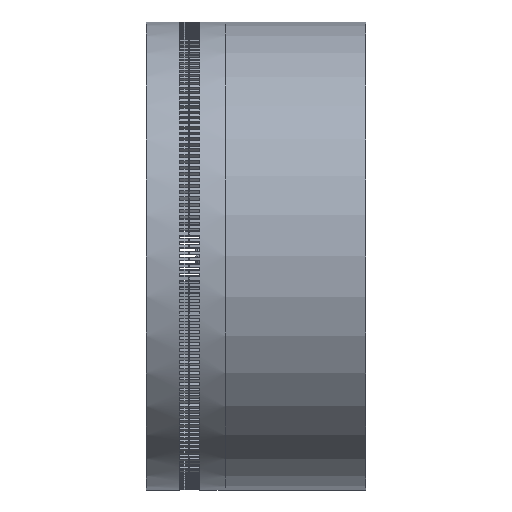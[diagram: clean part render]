
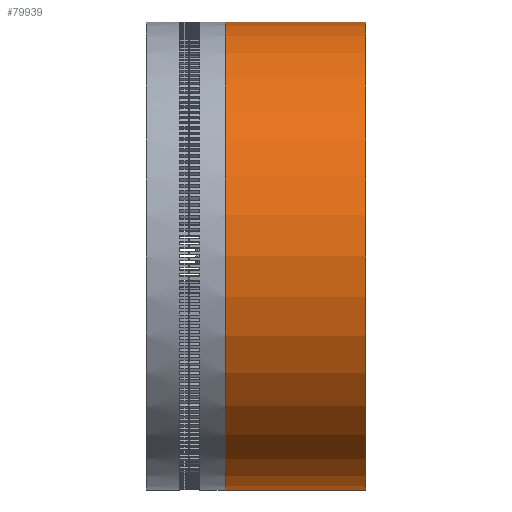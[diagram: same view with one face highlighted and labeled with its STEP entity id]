
A CAD part, front view. The second image highlights one B-rep face of the part: STEP entity #79939.
In plain terms, the highlighted cylindrical face has radius 73.025 mm (diameter 146.05 mm), a partial arc.
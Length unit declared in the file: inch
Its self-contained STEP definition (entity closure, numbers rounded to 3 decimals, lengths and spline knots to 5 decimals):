
#128 = CARTESIAN_POINT ( 'NONE',  ( 0., 0., 2.875 ) ) ;
#6242 = EDGE_CURVE ( 'NONE', #100885, #43990, #23047, .T. ) ;
#6392 = EDGE_CURVE ( 'NONE', #87293, #94219, #64040, .T. ) ;
#9983 = EDGE_CURVE ( 'NONE', #94219, #43990, #85571, .T. ) ;
#12662 = CARTESIAN_POINT ( 'NONE',  ( 0.19544, 0., -2.875 ) ) ;
#12685 = DIRECTION ( 'NONE',  ( 1., 0., 0. ) ) ;
#13995 = CARTESIAN_POINT ( 'NONE',  ( -1.73, 0., 2.875 ) ) ;
#14121 = DIRECTION ( 'NONE',  ( 1., 0., 0. ) ) ;
#14832 = DIRECTION ( 'NONE',  ( 0., 0., -1. ) ) ;
#14936 = DIRECTION ( 'NONE',  ( 1., 0., 0. ) ) ;
#14960 = CARTESIAN_POINT ( 'NONE',  ( -1.73, 0., 0. ) ) ;
#19297 = AXIS2_PLACEMENT_3D ( 'NONE', #14960, #14936, #14832 ) ;
#20281 = AXIS2_PLACEMENT_3D ( 'NONE', #21148, #21052, #20939 ) ;
#20939 = DIRECTION ( 'NONE',  ( 0., 0., -1. ) ) ;
#21052 = DIRECTION ( 'NONE',  ( 1., 0., 0. ) ) ;
#21148 = CARTESIAN_POINT ( 'NONE',  ( 0., 0., 0. ) ) ;
#22293 = VECTOR ( 'NONE', #14121, 39.37008 ) ;
#23047 = CIRCLE ( 'NONE', #20281, 2.875 ) ;
#25870 = EDGE_LOOP ( 'NONE', ( #97847, #63274, #60531, #75737 ) ) ;
#30575 = AXIS2_PLACEMENT_3D ( 'NONE', #61642, #52475, #76673 ) ;
#43990 = VERTEX_POINT ( 'NONE', #81742 ) ;
#52475 = DIRECTION ( 'NONE',  ( 1., 0., 0. ) ) ;
#57587 = CARTESIAN_POINT ( 'NONE',  ( -1.73, 0., -2.875 ) ) ;
#60531 = ORIENTED_EDGE ( 'NONE', *, *, #9983, .T. ) ;
#61642 = CARTESIAN_POINT ( 'NONE',  ( 0.19544, 0., 0. ) ) ;
#63274 = ORIENTED_EDGE ( 'NONE', *, *, #6392, .T. ) ;
#64040 = CIRCLE ( 'NONE', #19297, 2.875 ) ;
#65257 = FACE_OUTER_BOUND ( 'NONE', #25870, .T. ) ;
#68876 = LINE ( 'NONE', #84280, #22293 ) ;
#75737 = ORIENTED_EDGE ( 'NONE', *, *, #6242, .F. ) ;
#76673 = DIRECTION ( 'NONE',  ( 0., 0., -1. ) ) ;
#79939 = ADVANCED_FACE ( 'NONE', ( #65257 ), #109457, .T. ) ;
#81742 = CARTESIAN_POINT ( 'NONE',  ( 0., 0., -2.875 ) ) ;
#84280 = CARTESIAN_POINT ( 'NONE',  ( 0.19544, 0., 2.875 ) ) ;
#84874 = EDGE_CURVE ( 'NONE', #87293, #100885, #68876, .T. ) ;
#85571 = LINE ( 'NONE', #12662, #111724 ) ;
#87293 = VERTEX_POINT ( 'NONE', #13995 ) ;
#94219 = VERTEX_POINT ( 'NONE', #57587 ) ;
#97847 = ORIENTED_EDGE ( 'NONE', *, *, #84874, .F. ) ;
#100885 = VERTEX_POINT ( 'NONE', #128 ) ;
#109457 = CYLINDRICAL_SURFACE ( 'NONE', #30575, 2.875 ) ;
#111724 = VECTOR ( 'NONE', #12685, 39.37008 ) ;
